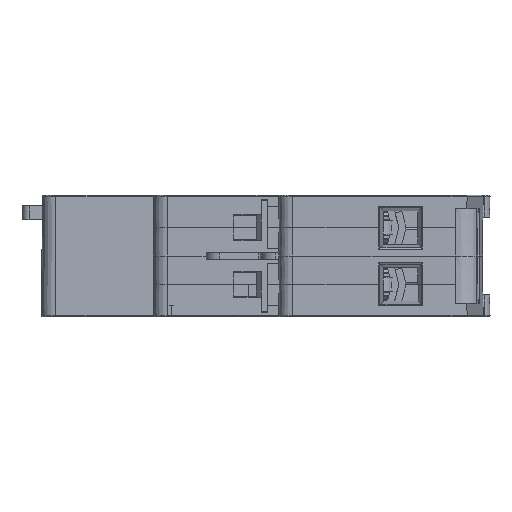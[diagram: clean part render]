
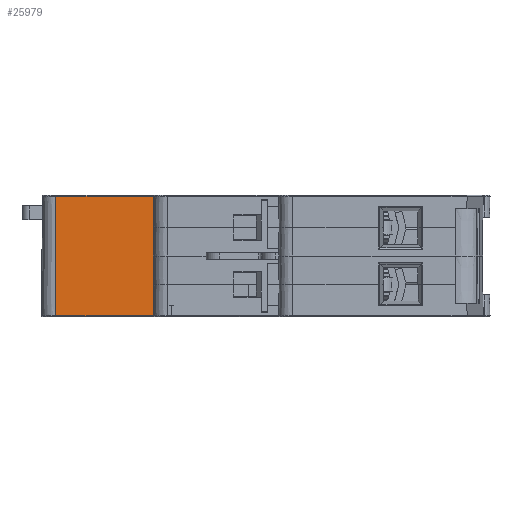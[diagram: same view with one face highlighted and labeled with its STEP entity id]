
A CAD part, left-side view. The second image highlights one B-rep face of the part: STEP entity #25979.
In plain terms, the highlighted planar face has unit normal (-1, 0, 0.009).
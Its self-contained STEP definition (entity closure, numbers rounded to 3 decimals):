
#2005=DIRECTION('',(0.,-1.,0.));
#2006=VECTOR('',#2005,14.102);
#2007=CARTESIAN_POINT('',(-22.575,57.7,-8.598));
#2008=LINE('',#2007,#2006);
#5804=DIRECTION('',(0.009,0.,1.));
#5805=VECTOR('',#5804,12.702);
#5806=CARTESIAN_POINT('',(-22.536,43.6,-4.1));
#5807=LINE('',#5806,#5805);
#5811=DIRECTION('',(0.,1.,0.));
#5812=VECTOR('',#5811,14.1);
#5813=CARTESIAN_POINT('',(-22.425,43.6,8.602));
#5814=LINE('',#5813,#5812);
#5825=DIRECTION('',(0.,-1.,0.));
#5826=VECTOR('',#5825,0.041);
#5827=CARTESIAN_POINT('',(-22.536,43.6,-4.1));
#5828=LINE('',#5827,#5826);
#5832=DIRECTION('',(-0.009,0.009,-1.));
#5833=VECTOR('',#5832,4.499);
#5834=CARTESIAN_POINT('',(-22.536,43.559,
-4.1));
#5835=LINE('',#5834,#5833);
#6005=DIRECTION('',(-0.009,0.,-1.));
#6006=VECTOR('',#6005,17.201);
#6007=CARTESIAN_POINT('',(-22.425,57.7,8.602));
#6008=LINE('',#6007,#6006);
#18525=CARTESIAN_POINT('',(-22.575,43.598,
-8.598));
#18526=VERTEX_POINT('',#18525);
#18527=CARTESIAN_POINT('',(-22.536,43.559,
-4.1));
#18528=VERTEX_POINT('',#18527);
#18531=CARTESIAN_POINT('',(-22.575,57.7,-8.598));
#18532=VERTEX_POINT('',#18531);
#19324=CARTESIAN_POINT('',(-22.425,43.6,8.602));
#19325=VERTEX_POINT('',#19324);
#19328=CARTESIAN_POINT('',(-22.536,43.6,-4.1));
#19329=VERTEX_POINT('',#19328);
#19330=CARTESIAN_POINT('',(-22.425,57.7,8.602));
#19331=VERTEX_POINT('',#19330);
#25964=CARTESIAN_POINT('',(-22.5,59.812,0.));
#25965=DIRECTION('',(-1.,0.,0.009));
#25966=DIRECTION('',(0.,1.,0.));
#25967=AXIS2_PLACEMENT_3D('',#25964,#25965,#25966);
#25968=PLANE('',#25967);
#25969=ORIENTED_EDGE('',*,*,#25949,.F.);
#25970=ORIENTED_EDGE('',*,*,#25931,.F.);
#25972=ORIENTED_EDGE('',*,*,#25971,.T.);
#25973=ORIENTED_EDGE('',*,*,#22849,.T.);
#25974=ORIENTED_EDGE('',*,*,#22933,.F.);
#25976=ORIENTED_EDGE('',*,*,#25975,.F.);
#25977=EDGE_LOOP('',(#25969,#25970,#25972,#25973,#25974,#25976));
#25978=FACE_OUTER_BOUND('',#25977,.F.);
#22849=EDGE_CURVE('',#18528,#18526,#5835,.T.);
#22933=EDGE_CURVE('',#18532,#18526,#2008,.T.);
#25931=EDGE_CURVE('',#19329,#19325,#5807,.T.);
#25949=EDGE_CURVE('',#19325,#19331,#5814,.T.);
#25971=EDGE_CURVE('',#19329,#18528,#5828,.T.);
#25975=EDGE_CURVE('',#19331,#18532,#6008,.T.);
#25979=ADVANCED_FACE('',(#25978),#25968,.T.);
